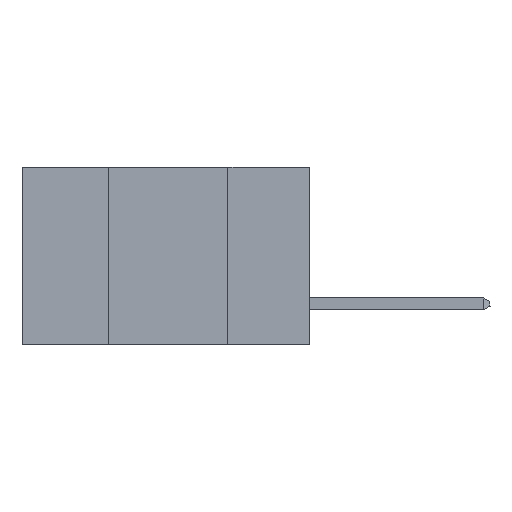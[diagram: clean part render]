
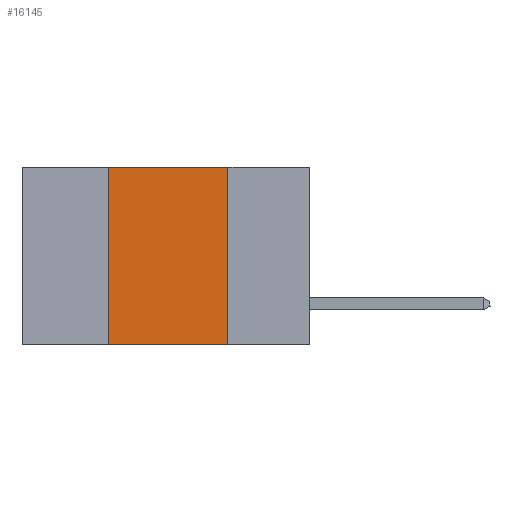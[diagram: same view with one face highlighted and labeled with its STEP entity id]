
A CAD part, left-side view. The second image highlights one B-rep face of the part: STEP entity #16145.
In plain terms, the highlighted planar face has unit normal (-1, 0, 0).
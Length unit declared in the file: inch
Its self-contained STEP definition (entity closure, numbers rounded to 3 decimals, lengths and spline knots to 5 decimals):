
#44 = CARTESIAN_POINT ( 'NONE',  ( 0., 0.42, -0.37 ) ) ;
#1826 = CARTESIAN_POINT ( 'NONE',  ( 0., 0.6, 0. ) ) ;
#2846 = VECTOR ( 'NONE', #10410, 39.37008 ) ;
#6336 = PLANE ( 'NONE',  #41432 ) ;
#6501 = CARTESIAN_POINT ( 'NONE',  ( 0., 0.6, 0. ) ) ;
#6950 = CARTESIAN_POINT ( 'NONE',  ( 0., 0.17, 0. ) ) ;
#7097 = VERTEX_POINT ( 'NONE', #39641 ) ;
#7188 = VECTOR ( 'NONE', #12414, 39.37008 ) ;
#7504 = CARTESIAN_POINT ( 'NONE',  ( 0., 0.42, 0. ) ) ;
#8265 = VECTOR ( 'NONE', #14361, 39.37008 ) ;
#9663 = CARTESIAN_POINT ( 'NONE',  ( 0., 0.42, 0. ) ) ;
#9837 = DIRECTION ( 'NONE',  ( 0., 0., -1. ) ) ;
#10410 = DIRECTION ( 'NONE',  ( 0., 0., 1. ) ) ;
#11181 = EDGE_LOOP ( 'NONE', ( #34932, #12875, #22797, #15293 ) ) ;
#11304 = LINE ( 'NONE', #6950, #17858 ) ;
#12414 = DIRECTION ( 'NONE',  ( 0., -1., 0. ) ) ;
#12875 = ORIENTED_EDGE ( 'NONE', *, *, #42881, .F. ) ;
#13251 = DIRECTION ( 'NONE',  ( 1., 0., 0. ) ) ;
#14361 = DIRECTION ( 'NONE',  ( 0., -1., 0. ) ) ;
#15293 = ORIENTED_EDGE ( 'NONE', *, *, #29253, .T. ) ;
#15873 = FACE_OUTER_BOUND ( 'NONE', #11181, .T. ) ;
#16145 = ADVANCED_FACE ( 'NONE', ( #15873 ), #6336, .F. ) ;
#17858 = VECTOR ( 'NONE', #31399, 39.37008 ) ;
#22797 = ORIENTED_EDGE ( 'NONE', *, *, #42744, .F. ) ;
#23278 = VERTEX_POINT ( 'NONE', #9663 ) ;
#26318 = LINE ( 'NONE', #1826, #7188 ) ;
#26760 = VERTEX_POINT ( 'NONE', #44 ) ;
#26820 = CARTESIAN_POINT ( 'NONE',  ( 0., 0.6, -0.37 ) ) ;
#29253 = EDGE_CURVE ( 'NONE', #26760, #7097, #32339, .T. ) ;
#30357 = CARTESIAN_POINT ( 'NONE',  ( 0., 0.17, 0. ) ) ;
#31399 = DIRECTION ( 'NONE',  ( 0., 0., -1. ) ) ;
#32339 = LINE ( 'NONE', #26820, #8265 ) ;
#34477 = VERTEX_POINT ( 'NONE', #30357 ) ;
#34932 = ORIENTED_EDGE ( 'NONE', *, *, #38666, .F. ) ;
#38666 = EDGE_CURVE ( 'NONE', #34477, #7097, #11304, .T. ) ;
#39641 = CARTESIAN_POINT ( 'NONE',  ( 0., 0.17, -0.37 ) ) ;
#41432 = AXIS2_PLACEMENT_3D ( 'NONE', #6501, #13251, #9837 ) ;
#41702 = LINE ( 'NONE', #7504, #2846 ) ;
#42744 = EDGE_CURVE ( 'NONE', #26760, #23278, #41702, .T. ) ;
#42881 = EDGE_CURVE ( 'NONE', #23278, #34477, #26318, .T. ) ;
